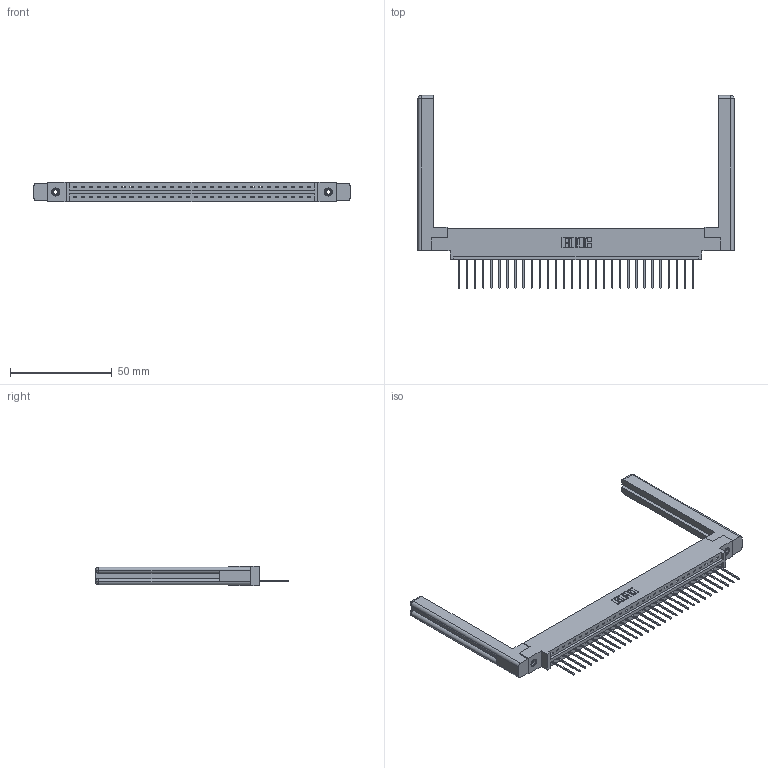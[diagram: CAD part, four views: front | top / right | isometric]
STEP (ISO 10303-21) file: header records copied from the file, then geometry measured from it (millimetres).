
FILE_DESCRIPTION (( 'STEP AP203' ), '1' );
FILE_NAME ('387-030-540-658.STEP', '2019-10-03T18:15:11', ( '' ), ( '' ), 'SwSTEP 2.0', 'SolidWorks 2016', '' );
FILE_SCHEMA (( 'CONFIG_CONTROL_DESIGN' ));
Length unit declared in the file: inch
Products named in the file (5): 345-250-001_345-250-001-102; 307-220-058; 387-030-540-658; 345-292-001_345-293-140; 337 Part_0.170 Offset - 0.156 Dia-TI
Assembly tree (35 placements, depth 2):
  387-030-540-658
    337 Part_0.170 Offset - 0.156 Dia-TI
    345-292-001_345-293-140  x30
    345-250-001_345-250-001-102  x2
    307-220-058  x2
Bounding box: 155.5 x 94.87 x 9.4 mm (x, y, z)
Volume: 23096.6 mm3; surface area: 22010.2 mm2
Topology: 35 solids, 35 shells, 2120 faces, 6317 edges, 4158 vertices
Faces by surface type: plane 1538, cylinder 558, cone 12, torus 12
Entity records: 26636 total; most frequent: CARTESIAN_POINT 4639, ORIENTED_EDGE 4544, DIRECTION 3948, EDGE_CURVE 2272, VECTOR 2096, LINE 2096, VERTEX_POINT 1506, AXIS2_PLACEMENT_3D 926
